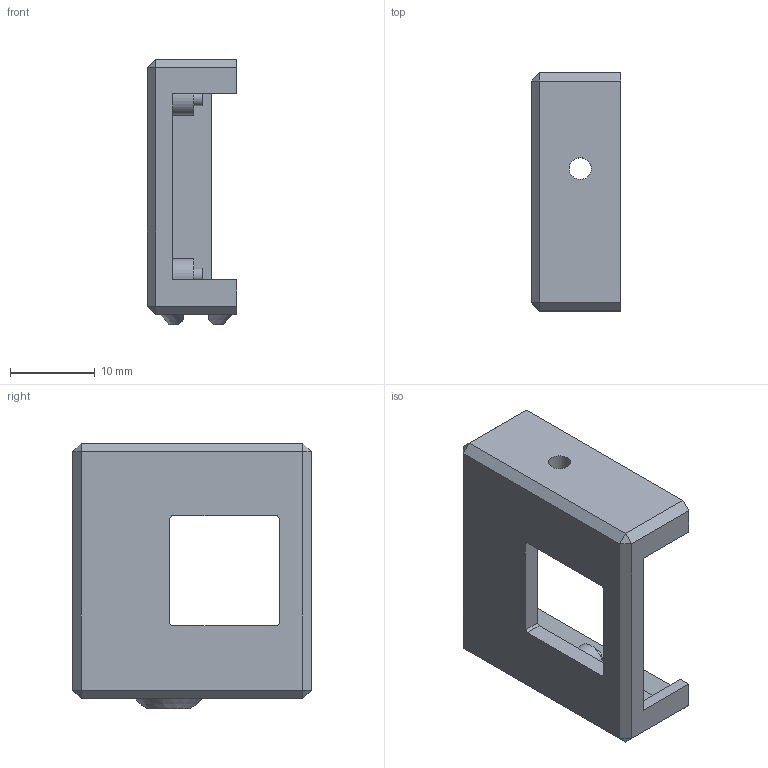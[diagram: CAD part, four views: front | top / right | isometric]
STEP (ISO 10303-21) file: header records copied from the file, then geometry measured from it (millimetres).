
FILE_DESCRIPTION(/* description */ (''),/* implementation_level */ '2;1');
FILE_NAME(/* name */ 'rpiCameraModV3.step',/* time_stamp */ '2023-07-28T14:43:36-04:00',/* author */ (''),/* organization */ (''),/* preprocessor_version */ 'ST-DEVELOPER v19.2',/* originating_system */ 'Autodesk Translation Framework v12.6.0.85',/* authorisation */ '');
FILE_SCHEMA (('AUTOMOTIVE_DESIGN { 1 0 10303 214 3 1 1 }'));
Length unit declared in the file: millimetre
Products named in the file (1): FusionComponent
Bounding box: 10.6 x 28.2 x 31.4 mm (x, y, z)
Volume: 2828.4 mm3; surface area: 3326.8 mm2
Topology: 1 solids, 1 shells, 68 faces, 156 edges, 100 vertices
Faces by surface type: plane 50, cylinder 16, cone 2
Full cylindrical faces by diameter (mm): 1.8 x4, 2.6 x2, 4 x4
Entity records: 1952 total; most frequent: CARTESIAN_POINT 333, DIRECTION 330, ORIENTED_EDGE 312, EDGE_CURVE 156, LINE 112, VECTOR 112, AXIS2_PLACEMENT_3D 109, VERTEX_POINT 100
